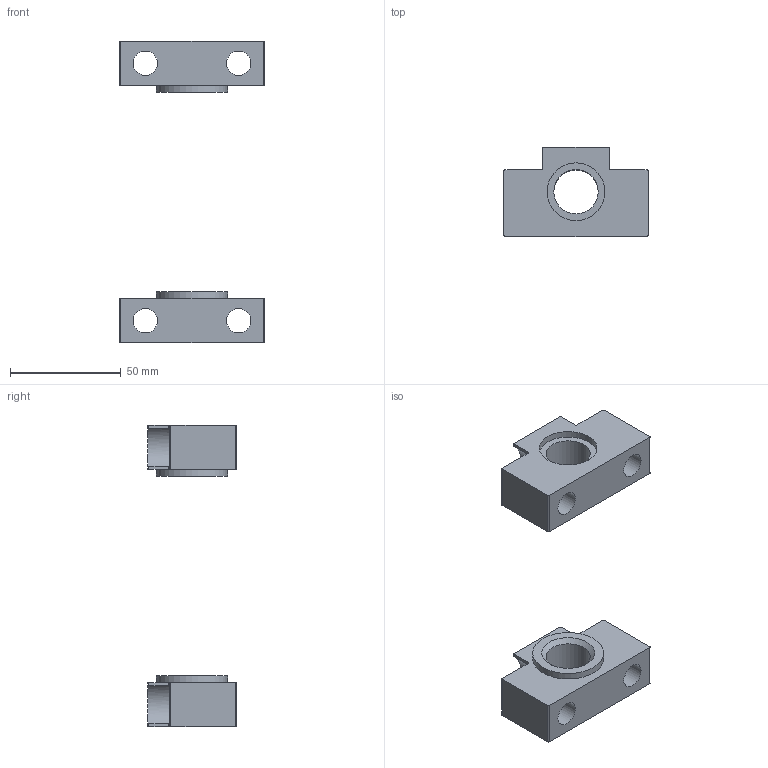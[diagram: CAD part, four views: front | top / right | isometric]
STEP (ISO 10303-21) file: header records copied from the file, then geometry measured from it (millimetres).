
FILE_DESCRIPTION(/* description */ ('STEP AP214'),/* implementation_level */ '2;1');
FILE_NAME(/* name */ '161876_CRLNZG-63_80',/* time_stamp */ '2024-08-05T04:19:56+02:00',/* author */ ('License CC BY-ND 4.0'),/* organization */ ('CADENAS'),/* preprocessor_version */ 'ST-DEVELOPER v19.3',/* originating_system */ 'PARTsolutions',/* authorisation */ ' ');
FILE_SCHEMA (('AUTOMOTIVE_DESIGN {1 0 10303 214 3 1 1}'));
Length unit declared in the file: millimetre
Products named in the file (2): 161876 CRLNZG-63/80; 161876 CRLNZG-63/80---(L)
Assembly tree (2 placements, depth 2):
  161876 CRLNZG-63/80
    161876 CRLNZG-63/80---(L)  x2
Bounding box: 65 x 40 x 136 mm (x, y, z)
Volume: 65216 mm3; surface area: 23079 mm2
Topology: 2 solids, 2 shells, 68 faces, 178 edges, 118 vertices
Faces by surface type: cylinder 38, plane 28, cone 2
Full cylindrical faces by diameter (mm): 11 x4, 20 x2, 26 x2, 32 x2
Entity records: 1343 total; most frequent: CARTESIAN_POINT 211, DIRECTION 180, ORIENTED_EDGE 166, EDGE_CURVE 83, AXIS2_PLACEMENT_3D 68, VERTEX_POINT 59, EDGE_LOOP 48, FACE_BOUND 48
